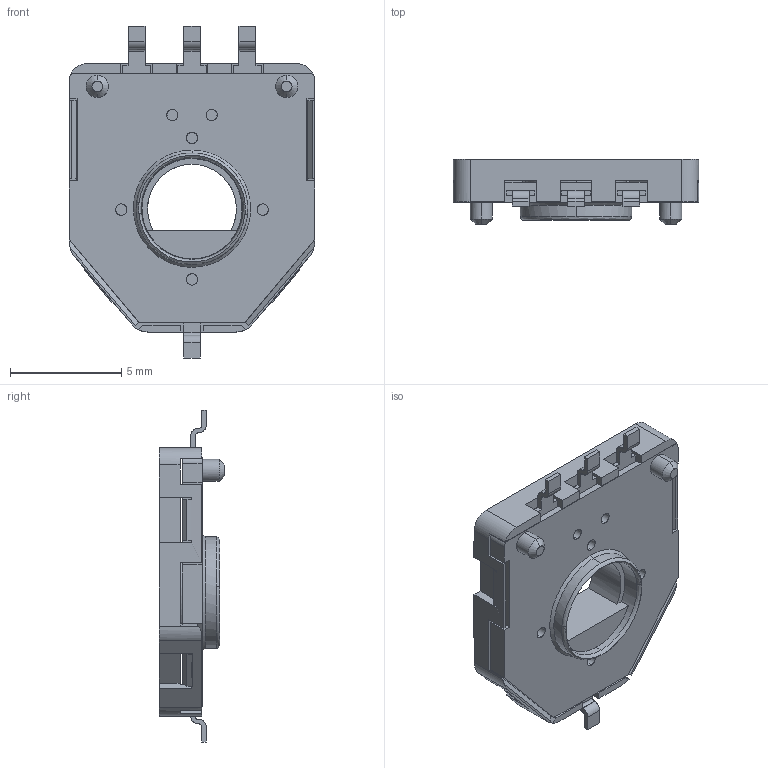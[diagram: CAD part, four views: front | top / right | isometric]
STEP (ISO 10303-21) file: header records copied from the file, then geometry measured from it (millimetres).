
FILE_DESCRIPTION (( 'STEP AP214' ), '1' );
FILE_NAME ('3382G-1-502G.STEP', '2024-11-22T05:03:02', ( '' ), ( '' ), 'SwSTEP 2.0', 'SolidWorks 2023', '' );
FILE_SCHEMA (( 'AUTOMOTIVE_DESIGN' ));
Length unit declared in the file: millimetre
Products named in the file (1): 3382G-1-502G
Bounding box: 11.02 x 2.95 x 14.9 mm (x, y, z)
Volume: 159.3 mm3; surface area: 695.5 mm2
Topology: 1 solids, 1 shells, 332 faces, 1030 edges, 697 vertices
Faces by surface type: plane 218, cylinder 82, bspline 26, cone 6
Entity records: 13692 total; most frequent: CARTESIAN_POINT 5106, ORIENTED_EDGE 2060, DIRECTION 1364, EDGE_CURVE 1030, VERTEX_POINT 697, LINE 666, VECTOR 666, EDGE_LOOP 357
